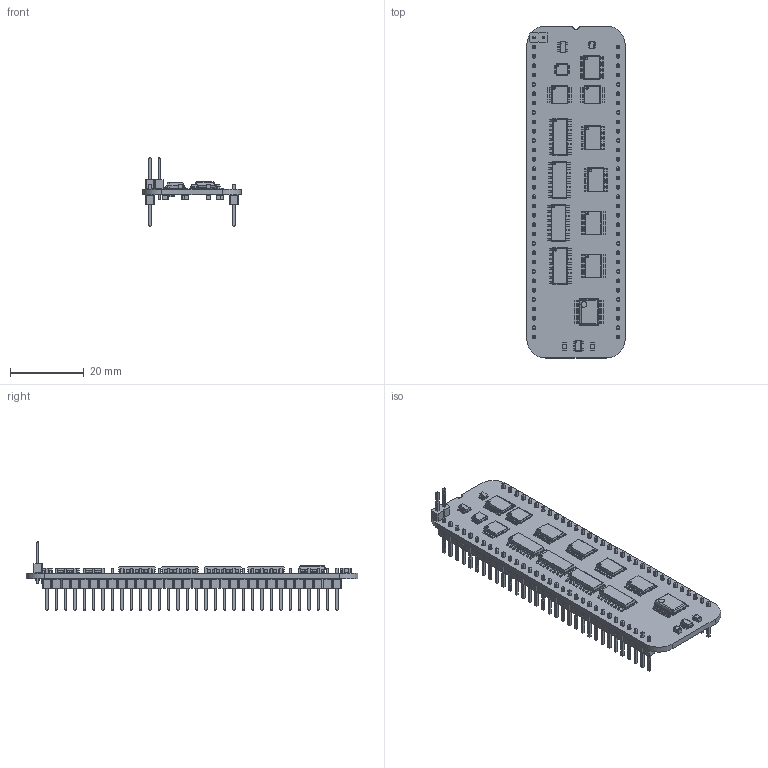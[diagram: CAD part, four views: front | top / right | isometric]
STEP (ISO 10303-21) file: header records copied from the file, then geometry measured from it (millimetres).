
FILE_DESCRIPTION(('KiCad electronic assembly'),'2;1');
FILE_NAME('Instruction Code.step','2024-06-11T08:14:38',('Pcbnew'),( 'Kicad'),'Open CASCADE STEP processor 7.7','KiCad to STEP converter' ,'Unknown');
FILE_SCHEMA(('AUTOMOTIVE_DESIGN { 1 0 10303 214 1 1 1 1 }'));
Length unit declared in the file: millimetre
Products named in the file (28): Instruction Code 1; C_0805_2012Metric; 74LVC74APW,118; ASSEMBLY; AP7365-33WG-7; M74VHC1G126DTT1G; 74VHCT573AFT; PinHeader_1x02_P2.54mm_Vertical; PinHeader_1x02_P254mm_Vertical; 74LVC273PW,118; MC74HC259ADR2G; SN74ABT245BDBR; DB0020A_ASM; 74LVC2G08DP-Q100H; 74LVC2G04GW-Q100H; PinHeader_1x32_P2.54mm_Vertical; PinHeader_1x32_P254mm_Vertical; R_0805_2012Metric; HCP65 Instruction Code_PCB
Assembly tree (51 placements, depth 3):
  Instruction Code 1
    C_0805_2012Metric  x17
      C_0805_2012Metric
    74LVC74APW,118  x2
      ASSEMBLY
    AP7365-33WG-7
      ASSEMBLY
    M74VHC1G126DTT1G
      ASSEMBLY
    74VHCT573AFT  x4
      ASSEMBLY
    PinHeader_1x02_P2.54mm_Vertical
      PinHeader_1x02_P254mm_Vertical
    74LVC273PW,118
      ASSEMBLY
    MC74HC259ADR2G  x4
      ASSEMBLY
    SN74ABT245BDBR
      DB0020A_ASM
    74LVC2G08DP-Q100H
      ASSEMBLY
    74LVC2G04GW-Q100H
      ASSEMBLY
    PinHeader_1x32_P2.54mm_Vertical  x2
      PinHeader_1x32_P254mm_Vertical
    R_0805_2012Metric
      R_0805_2012Metric
    HCP65 Instruction Code_PCB
Bounding box: 26.67 x 90.17 x 18.78 mm (x, y, z)
Volume: 5603.7 mm3; surface area: 10297 mm2
Topology: 274 solids, 274 shells, 5669 faces, 14024 edges, 9084 vertices
Faces by surface type: plane 4493, cylinder 1168, bspline 8
Full cylindrical faces by diameter (mm): 0.156 x1, 0.188 x1, 0.2 x1, 0.375 x1, 0.487 x4, 0.55 x7, 1 x66
Entity records: 85985 total; most frequent: CARTESIAN_POINT 14258, ORIENTED_EDGE 13310, DIRECTION 13089, EDGE_CURVE 6655, LINE 5615, VECTOR 5615, VERTEX_POINT 4294, AXIS2_PLACEMENT_3D 3737
